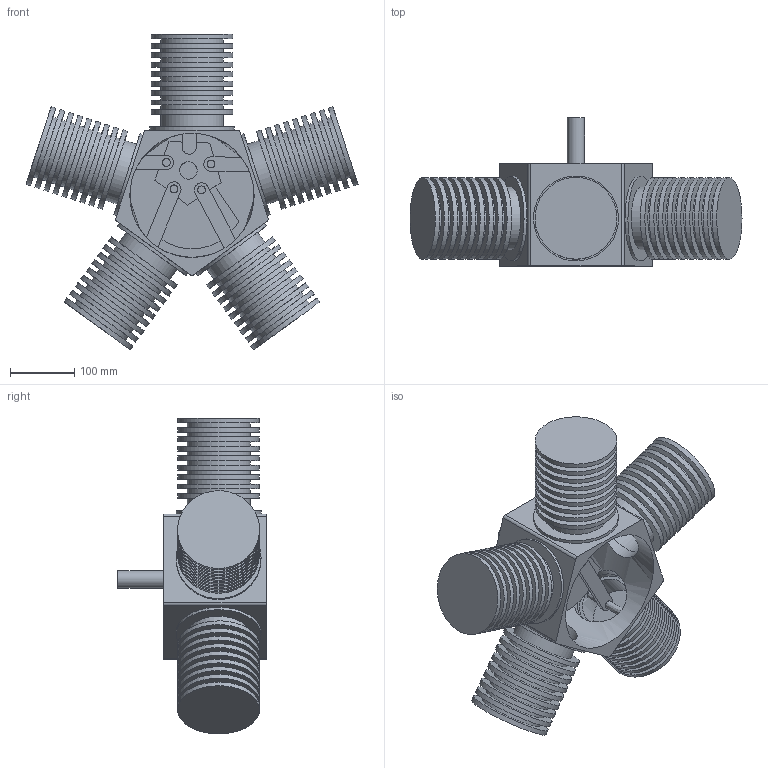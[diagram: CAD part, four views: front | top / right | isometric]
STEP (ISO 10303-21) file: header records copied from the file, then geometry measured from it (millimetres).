
FILE_DESCRIPTION(('FreeCAD Model'),'2;1');
FILE_NAME('Open CASCADE Shape Model','2025-04-27T15:12:43',('FreeCAD'),( 'FreeCAD'),'Open CASCADE STEP processor 7.6','FreeCAD','Unknown');
FILE_SCHEMA(('AUTOMOTIVE_DESIGN { 1 0 10303 214 1 1 1 1 }'));
Length unit declared in the file: millimetre
Products named in the file (1): Open CASCADE STEP translator 7.6 1
Bounding box: 517.8 x 231.19 x 492.51 mm (x, y, z)
Volume: 5253565.4 mm3; surface area: 1598441.4 mm2
Topology: 17 solids, 17 shells, 320 faces, 539 edges, 360 vertices
Faces by surface type: bspline 320
Entity records: 9882 total; most frequent: CARTESIAN_POINT 6193, ORIENTED_EDGE 1078, EDGE_CURVE 539, FACE_BOUND 469, EDGE_LOOP 469, VERTEX_POINT 360, ADVANCED_FACE 320, B_SPLINE_CURVE_WITH_KNOTS 240
